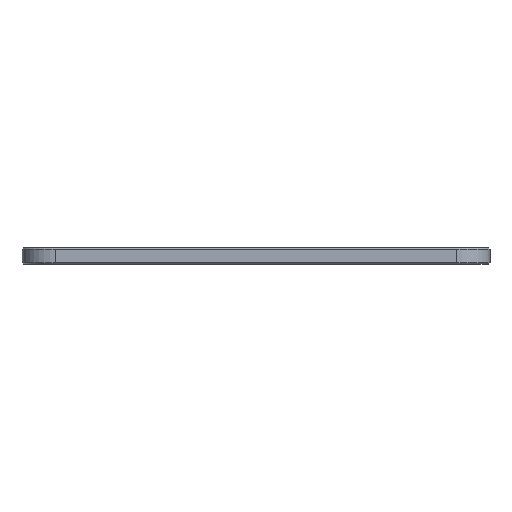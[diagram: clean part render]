
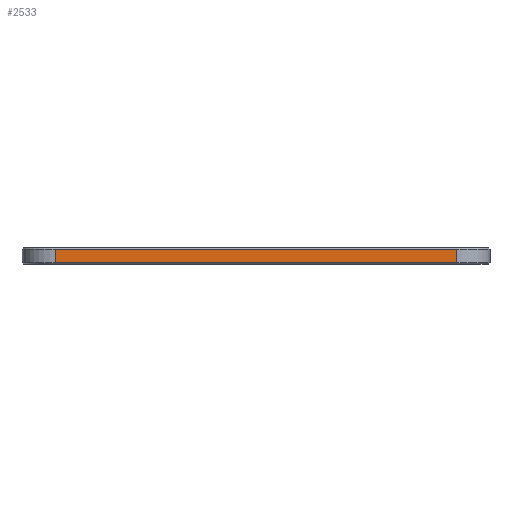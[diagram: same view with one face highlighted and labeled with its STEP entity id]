
A CAD part, front view. The second image highlights one B-rep face of the part: STEP entity #2533.
In plain terms, the highlighted planar face has unit normal (0, -1, 0).
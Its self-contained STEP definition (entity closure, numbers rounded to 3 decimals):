
#158 = PLANE('',#159);
#159 = AXIS2_PLACEMENT_3D('',#160,#161,#162);
#160 = CARTESIAN_POINT('',(0.,-6.1,0.15));
#161 = DIRECTION('',(0.,-0.707,-0.707));
#162 = DIRECTION('',(-1.,-0.,-0.));
#1003 = VERTEX_POINT('',#1004);
#1004 = CARTESIAN_POINT('',(75.,-6.25,0.3));
#1040 = CYLINDRICAL_SURFACE('',#1041,6.25);
#1041 = AXIS2_PLACEMENT_3D('',#1042,#1043,#1044);
#1042 = CARTESIAN_POINT('',(75.,0.,0.));
#1043 = DIRECTION('',(-0.,-0.,-1.));
#1044 = DIRECTION('',(1.,0.,0.));
#1112 = VERTEX_POINT('',#1113);
#1113 = CARTESIAN_POINT('',(0.,-6.25,0.3));
#1134 = EDGE_CURVE('',#1112,#1003,#1135,.T.);
#1135 = SURFACE_CURVE('',#1136,(#1140,#1147),.PCURVE_S1.);
#1136 = LINE('',#1137,#1138);
#1137 = CARTESIAN_POINT('',(0.,-6.25,0.3));
#1138 = VECTOR('',#1139,1.);
#1139 = DIRECTION('',(1.,0.,0.));
#1140 = PCURVE('',#158,#1141);
#1141 = DEFINITIONAL_REPRESENTATION('',(#1142),#1146);
#1142 = LINE('',#1143,#1144);
#1143 = CARTESIAN_POINT('',(-0.,-0.212));
#1144 = VECTOR('',#1145,1.);
#1145 = DIRECTION('',(-1.,0.));
#1146 = ( GEOMETRIC_REPRESENTATION_CONTEXT(2) 
PARAMETRIC_REPRESENTATION_CONTEXT() REPRESENTATION_CONTEXT('2D SPACE',''
  ) );
#1147 = PCURVE('',#1148,#1153);
#1148 = PLANE('',#1149);
#1149 = AXIS2_PLACEMENT_3D('',#1150,#1151,#1152);
#1150 = CARTESIAN_POINT('',(0.,-6.25,0.));
#1151 = DIRECTION('',(0.,1.,0.));
#1152 = DIRECTION('',(1.,0.,0.));
#1153 = DEFINITIONAL_REPRESENTATION('',(#1154),#1158);
#1154 = LINE('',#1155,#1156);
#1155 = CARTESIAN_POINT('',(0.,-0.3));
#1156 = VECTOR('',#1157,1.);
#1157 = DIRECTION('',(1.,0.));
#1158 = ( GEOMETRIC_REPRESENTATION_CONTEXT(2) 
PARAMETRIC_REPRESENTATION_CONTEXT() REPRESENTATION_CONTEXT('2D SPACE',''
  ) );
#1181 = CYLINDRICAL_SURFACE('',#1182,6.25);
#1182 = AXIS2_PLACEMENT_3D('',#1183,#1184,#1185);
#1183 = CARTESIAN_POINT('',(0.,0.,0.));
#1184 = DIRECTION('',(-0.,-0.,-1.));
#1185 = DIRECTION('',(1.,0.,0.));
#2428 = EDGE_CURVE('',#1003,#2429,#2431,.T.);
#2429 = VERTEX_POINT('',#2430);
#2430 = CARTESIAN_POINT('',(75.,-6.25,2.825));
#2431 = SURFACE_CURVE('',#2432,(#2436,#2443),.PCURVE_S1.);
#2432 = LINE('',#2433,#2434);
#2433 = CARTESIAN_POINT('',(75.,-6.25,0.));
#2434 = VECTOR('',#2435,1.);
#2435 = DIRECTION('',(0.,0.,1.));
#2436 = PCURVE('',#1040,#2437);
#2437 = DEFINITIONAL_REPRESENTATION('',(#2438),#2442);
#2438 = LINE('',#2439,#2440);
#2439 = CARTESIAN_POINT('',(-4.712,0.));
#2440 = VECTOR('',#2441,1.);
#2441 = DIRECTION('',(-0.,-1.));
#2442 = ( GEOMETRIC_REPRESENTATION_CONTEXT(2) 
PARAMETRIC_REPRESENTATION_CONTEXT() REPRESENTATION_CONTEXT('2D SPACE',''
  ) );
#2443 = PCURVE('',#1148,#2444);
#2444 = DEFINITIONAL_REPRESENTATION('',(#2445),#2449);
#2445 = LINE('',#2446,#2447);
#2446 = CARTESIAN_POINT('',(75.,0.));
#2447 = VECTOR('',#2448,1.);
#2448 = DIRECTION('',(0.,-1.));
#2449 = ( GEOMETRIC_REPRESENTATION_CONTEXT(2) 
PARAMETRIC_REPRESENTATION_CONTEXT() REPRESENTATION_CONTEXT('2D SPACE',''
  ) );
#2533 = ADVANCED_FACE('',(#2534),#1148,.F.);
#2534 = FACE_BOUND('',#2535,.F.);
#2535 = EDGE_LOOP('',(#2536,#2559,#2585,#2586));
#2536 = ORIENTED_EDGE('',*,*,#2537,.T.);
#2537 = EDGE_CURVE('',#1112,#2538,#2540,.T.);
#2538 = VERTEX_POINT('',#2539);
#2539 = CARTESIAN_POINT('',(0.,-6.25,2.825));
#2540 = SURFACE_CURVE('',#2541,(#2545,#2552),.PCURVE_S1.);
#2541 = LINE('',#2542,#2543);
#2542 = CARTESIAN_POINT('',(0.,-6.25,0.));
#2543 = VECTOR('',#2544,1.);
#2544 = DIRECTION('',(0.,0.,1.));
#2545 = PCURVE('',#1148,#2546);
#2546 = DEFINITIONAL_REPRESENTATION('',(#2547),#2551);
#2547 = LINE('',#2548,#2549);
#2548 = CARTESIAN_POINT('',(0.,0.));
#2549 = VECTOR('',#2550,1.);
#2550 = DIRECTION('',(0.,-1.));
#2551 = ( GEOMETRIC_REPRESENTATION_CONTEXT(2) 
PARAMETRIC_REPRESENTATION_CONTEXT() REPRESENTATION_CONTEXT('2D SPACE',''
  ) );
#2552 = PCURVE('',#1181,#2553);
#2553 = DEFINITIONAL_REPRESENTATION('',(#2554),#2558);
#2554 = LINE('',#2555,#2556);
#2555 = CARTESIAN_POINT('',(-4.712,0.));
#2556 = VECTOR('',#2557,1.);
#2557 = DIRECTION('',(-0.,-1.));
#2558 = ( GEOMETRIC_REPRESENTATION_CONTEXT(2) 
PARAMETRIC_REPRESENTATION_CONTEXT() REPRESENTATION_CONTEXT('2D SPACE',''
  ) );
#2559 = ORIENTED_EDGE('',*,*,#2560,.T.);
#2560 = EDGE_CURVE('',#2538,#2429,#2561,.T.);
#2561 = SURFACE_CURVE('',#2562,(#2566,#2573),.PCURVE_S1.);
#2562 = LINE('',#2563,#2564);
#2563 = CARTESIAN_POINT('',(0.,-6.25,2.825));
#2564 = VECTOR('',#2565,1.);
#2565 = DIRECTION('',(1.,0.,0.));
#2566 = PCURVE('',#1148,#2567);
#2567 = DEFINITIONAL_REPRESENTATION('',(#2568),#2572);
#2568 = LINE('',#2569,#2570);
#2569 = CARTESIAN_POINT('',(0.,-2.825));
#2570 = VECTOR('',#2571,1.);
#2571 = DIRECTION('',(1.,0.));
#2572 = ( GEOMETRIC_REPRESENTATION_CONTEXT(2) 
PARAMETRIC_REPRESENTATION_CONTEXT() REPRESENTATION_CONTEXT('2D SPACE',''
  ) );
#2573 = PCURVE('',#2574,#2579);
#2574 = PLANE('',#2575);
#2575 = AXIS2_PLACEMENT_3D('',#2576,#2577,#2578);
#2576 = CARTESIAN_POINT('',(0.,-6.1,2.975));
#2577 = DIRECTION('',(0.,0.707,-0.707));
#2578 = DIRECTION('',(-1.,-0.,-0.));
#2579 = DEFINITIONAL_REPRESENTATION('',(#2580),#2584);
#2580 = LINE('',#2581,#2582);
#2581 = CARTESIAN_POINT('',(-0.,-0.212));
#2582 = VECTOR('',#2583,1.);
#2583 = DIRECTION('',(-1.,0.));
#2584 = ( GEOMETRIC_REPRESENTATION_CONTEXT(2) 
PARAMETRIC_REPRESENTATION_CONTEXT() REPRESENTATION_CONTEXT('2D SPACE',''
  ) );
#2585 = ORIENTED_EDGE('',*,*,#2428,.F.);
#2586 = ORIENTED_EDGE('',*,*,#1134,.F.);
